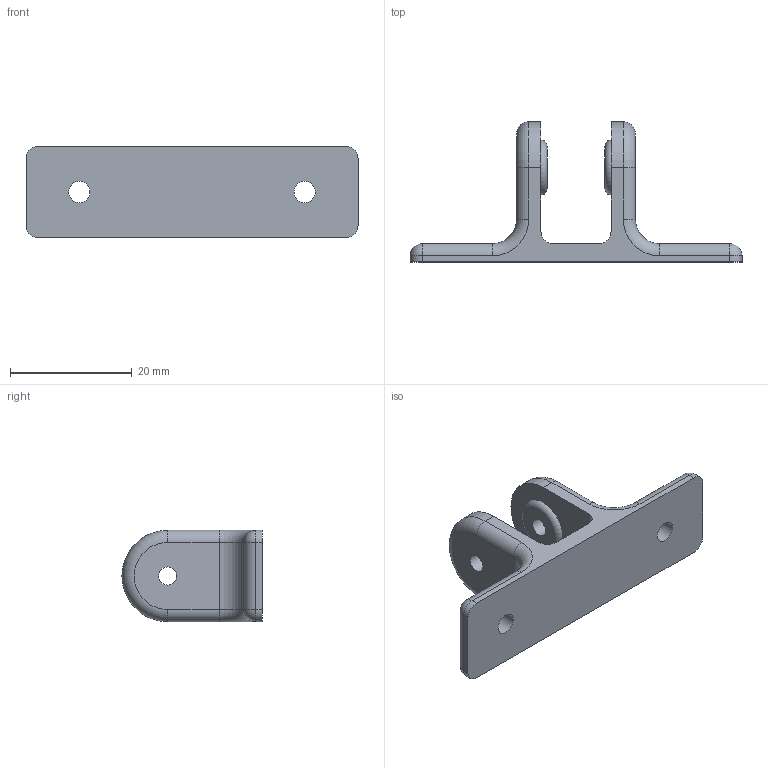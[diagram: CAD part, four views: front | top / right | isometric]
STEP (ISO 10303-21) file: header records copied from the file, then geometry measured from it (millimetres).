
FILE_DESCRIPTION(/* description */ (''),/* implementation_level */ '2;1');
FILE_NAME(/* name */ '2 no Idler Single.stp',/* time_stamp */ '2020-02-25T17:14:19+00:00',/* author */ ('Ax'),/* organization */ (''),/* preprocessor_version */ 'ST-DEVELOPER v17',/* originating_system */ 'Autodesk Inventor 2019',/* authorisation */ '');
FILE_SCHEMA (('AUTOMOTIVE_DESIGN { 1 0 10303 214 3 1 1 }'));
Length unit declared in the file: millimetre
Products named in the file (1): Idler Single
Bounding box: 54.5 x 23 x 15 mm (x, y, z)
Volume: 4607.1 mm3; surface area: 3309.4 mm2
Topology: 1 solids, 1 shells, 50 faces, 122 edges, 76 vertices
Faces by surface type: cylinder 24, plane 14, torus 8, sphere 4
Full cylindrical faces by diameter (mm): 3 x2, 3.5 x2
Entity records: 1541 total; most frequent: DIRECTION 292, CARTESIAN_POINT 249, ORIENTED_EDGE 244, EDGE_CURVE 122, AXIS2_PLACEMENT_3D 119, VERTEX_POINT 76, CIRCLE 68, EDGE_LOOP 60
